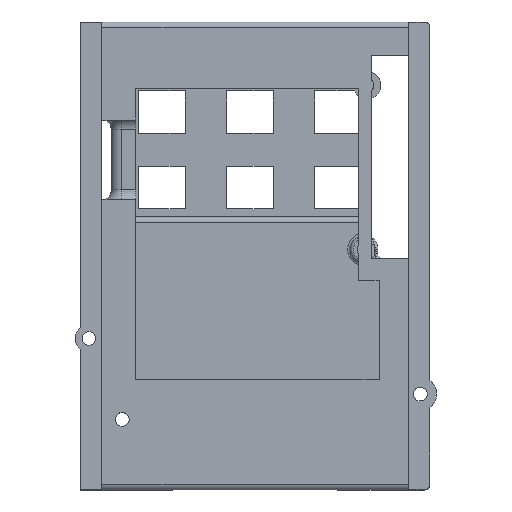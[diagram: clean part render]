
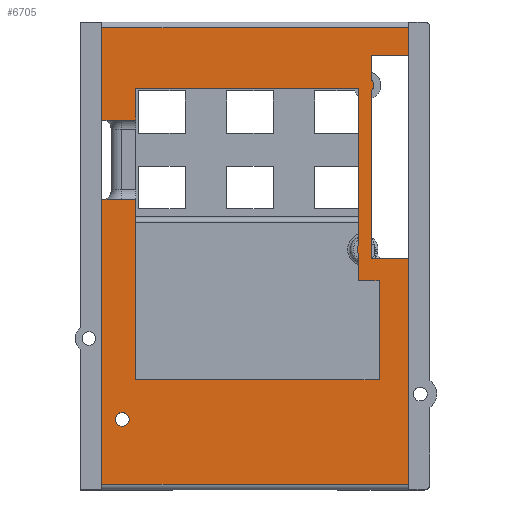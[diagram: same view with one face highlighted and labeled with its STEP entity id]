
A CAD part, top view. The second image highlights one B-rep face of the part: STEP entity #6705.
In plain terms, the highlighted planar face has unit normal (0, 0, 1).
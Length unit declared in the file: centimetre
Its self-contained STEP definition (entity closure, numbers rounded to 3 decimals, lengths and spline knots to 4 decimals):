
#823=CARTESIAN_POINT('',(2.11,4.2,0.6));
#824=VERTEX_POINT('',#823);
#831=CARTESIAN_POINT('',(2.785,4.2,0.6));
#832=VERTEX_POINT('',#831);
#833=CARTESIAN_POINT('',(12346.2238,4.2,0.6));
#834=DIRECTION('',(-1.,0.,-0.));
#835=VECTOR('',#834,24690.);
#836=LINE('',#833,#835);
#837=EDGE_CURVE('',#832,#824,#836,.T.);
#1287=CARTESIAN_POINT('',(2.11,7.254,0.6));
#1288=VERTEX_POINT('',#1287);
#1295=CARTESIAN_POINT('',(2.11,-12339.85,0.6));
#1296=DIRECTION('',(0.,1.,-0.));
#1297=VECTOR('',#1296,24690.);
#1298=LINE('',#1295,#1297);
#1299=EDGE_CURVE('',#824,#1288,#1298,.T.);
#1974=CARTESIAN_POINT('',(1.885,4.4512,0.6));
#1975=VERTEX_POINT('',#1974);
#1982=CARTESIAN_POINT('',(1.885,7.3,0.6));
#1983=VERTEX_POINT('',#1982);
#1984=CARTESIAN_POINT('',(1.885,12349.825,0.6));
#1985=DIRECTION('',(0.,-1.,0.));
#1986=VECTOR('',#1985,24690.);
#1987=LINE('',#1984,#1986);
#1988=EDGE_CURVE('',#1983,#1975,#1987,.T.);
#3683=CARTESIAN_POINT('',(-2.785,5.2801,0.6));
#3684=VERTEX_POINT('',#3683);
#3692=CARTESIAN_POINT('',(-2.17,5.2801,0.6));
#3693=VERTEX_POINT('',#3692);
#3694=CARTESIAN_POINT('',(-12347.17,5.2801,0.6));
#3695=DIRECTION('',(1.,0.,-0.));
#3696=VECTOR('',#3695,24690.);
#3697=LINE('',#3694,#3696);
#3698=EDGE_CURVE('',#3684,#3693,#3697,.T.);
#3745=CARTESIAN_POINT('',(-2.17,6.7199,0.6));
#3746=VERTEX_POINT('',#3745);
#3754=CARTESIAN_POINT('',(-2.785,6.7199,0.6));
#3755=VERTEX_POINT('',#3754);
#3756=CARTESIAN_POINT('',(-12347.17,6.7199,0.6));
#3757=DIRECTION('',(1.,-0.,-0.));
#3758=VECTOR('',#3757,24690.);
#3759=LINE('',#3756,#3758);
#3760=EDGE_CURVE('',#3755,#3746,#3759,.T.);
#6517=CARTESIAN_POINT('',(2.785,0.1,0.6));
#6518=VERTEX_POINT('',#6517);
#6526=CARTESIAN_POINT('',(-2.785,0.1,0.6));
#6527=VERTEX_POINT('',#6526);
#6528=CARTESIAN_POINT('',(3.285,0.1,0.6));
#6529=DIRECTION('',(-1.,0.,-0.));
#6530=VECTOR('',#6529,6.57);
#6531=LINE('',#6528,#6530);
#6532=EDGE_CURVE('',#6518,#6527,#6531,.T.);
#6552=CARTESIAN_POINT('',(-0.,4.25,0.6));
#6553=DIRECTION('',(-0.,0.,1.));
#6554=DIRECTION('',(1.,0.,0.));
#6555=AXIS2_PLACEMENT_3D('',#6552,#6553,#6554);
#6556=PLANE('',#6555);
#6557=CARTESIAN_POINT('',(-2.54,1.28,0.6));
#6558=VERTEX_POINT('',#6557);
#6559=CARTESIAN_POINT('',(-2.415,1.28,0.6));
#6560=DIRECTION('',(0.,-0.,-1.));
#6561=DIRECTION('',(1.,0.,0.));
#6562=AXIS2_PLACEMENT_3D('',#6559,#6560,#6561);
#6563=CIRCLE('',#6562,0.125);
#6564=EDGE_CURVE('',#6558,#6558,#6563,.T.);
#6565=ORIENTED_EDGE('',*,*,#6564,.T.);
#6566=EDGE_LOOP('',(#6565));
#6567=FACE_BOUND('',#6566,.T.);
#6568=ORIENTED_EDGE('',*,*,#6532,.F.);
#6569=CARTESIAN_POINT('',(2.785,-12345.,0.6));
#6570=DIRECTION('',(0.,1.,0.));
#6571=VECTOR('',#6570,24690.);
#6572=LINE('',#6569,#6571);
#6573=EDGE_CURVE('',#6518,#832,#6572,.T.);
#6574=ORIENTED_EDGE('',*,*,#6573,.T.);
#6575=ORIENTED_EDGE('',*,*,#837,.T.);
#6576=ORIENTED_EDGE('',*,*,#1299,.T.);
#6577=CARTESIAN_POINT('',(2.11,7.446,0.6));
#6578=VERTEX_POINT('',#6577);
#6579=CARTESIAN_POINT('',(2.03,7.35,0.6));
#6580=DIRECTION('',(0.,-0.,-1.));
#6581=DIRECTION('',(1.,0.,0.));
#6582=AXIS2_PLACEMENT_3D('',#6579,#6580,#6581);
#6583=CIRCLE('',#6582,0.125);
#6584=EDGE_CURVE('',#6578,#1288,#6583,.T.);
#6585=ORIENTED_EDGE('',*,*,#6584,.F.);
#6586=CARTESIAN_POINT('',(2.11,7.9,0.6));
#6587=VERTEX_POINT('',#6586);
#6588=CARTESIAN_POINT('',(2.11,-12339.85,0.6));
#6589=DIRECTION('',(0.,1.,-0.));
#6590=VECTOR('',#6589,24690.);
#6591=LINE('',#6588,#6590);
#6592=EDGE_CURVE('',#6578,#6587,#6591,.T.);
#6593=ORIENTED_EDGE('',*,*,#6592,.T.);
#6594=CARTESIAN_POINT('',(2.785,7.9,0.6));
#6595=VERTEX_POINT('',#6594);
#6596=CARTESIAN_POINT('',(-12343.7763,7.9,0.6));
#6597=DIRECTION('',(1.,0.,0.));
#6598=VECTOR('',#6597,24690.);
#6599=LINE('',#6596,#6598);
#6600=EDGE_CURVE('',#6587,#6595,#6599,.T.);
#6601=ORIENTED_EDGE('',*,*,#6600,.T.);
#6602=CARTESIAN_POINT('',(2.785,8.4,0.6));
#6603=VERTEX_POINT('',#6602);
#6604=CARTESIAN_POINT('',(2.785,-12345.,0.6));
#6605=DIRECTION('',(0.,1.,0.));
#6606=VECTOR('',#6605,24690.);
#6607=LINE('',#6604,#6606);
#6608=EDGE_CURVE('',#6595,#6603,#6607,.T.);
#6609=ORIENTED_EDGE('',*,*,#6608,.T.);
#6610=CARTESIAN_POINT('',(-2.785,8.4,0.6));
#6611=VERTEX_POINT('',#6610);
#6612=CARTESIAN_POINT('',(-3.285,8.4,0.6));
#6613=DIRECTION('',(1.,0.,0.));
#6614=VECTOR('',#6613,6.57);
#6615=LINE('',#6612,#6614);
#6616=EDGE_CURVE('',#6611,#6603,#6615,.T.);
#6617=ORIENTED_EDGE('',*,*,#6616,.F.);
#6618=CARTESIAN_POINT('',(-2.785,12353.5,0.6));
#6619=DIRECTION('',(0.,-1.,0.));
#6620=VECTOR('',#6619,24690.);
#6621=LINE('',#6618,#6620);
#6622=EDGE_CURVE('',#6611,#3755,#6621,.T.);
#6623=ORIENTED_EDGE('',*,*,#6622,.T.);
#6624=ORIENTED_EDGE('',*,*,#3760,.T.);
#6625=CARTESIAN_POINT('',(-2.17,7.3,0.6));
#6626=VERTEX_POINT('',#6625);
#6627=CARTESIAN_POINT('',(-2.17,-12339.81,0.6));
#6628=DIRECTION('',(0.,1.,-0.));
#6629=VECTOR('',#6628,24690.);
#6630=LINE('',#6627,#6629);
#6631=EDGE_CURVE('',#3746,#6626,#6630,.T.);
#6632=ORIENTED_EDGE('',*,*,#6631,.T.);
#6633=CARTESIAN_POINT('',(-12345.0713,7.3,0.6));
#6634=DIRECTION('',(1.,0.,0.));
#6635=VECTOR('',#6634,24690.);
#6636=LINE('',#6633,#6635);
#6637=EDGE_CURVE('',#6626,#1983,#6636,.T.);
#6638=ORIENTED_EDGE('',*,*,#6637,.T.);
#6639=ORIENTED_EDGE('',*,*,#1988,.T.);
#6640=CARTESIAN_POINT('',(1.855,4.37,0.6));
#6641=VERTEX_POINT('',#6640);
#6642=CARTESIAN_POINT('',(1.98,4.37,0.6));
#6643=DIRECTION('',(-0.,0.,1.));
#6644=DIRECTION('',(1.,0.,0.));
#6645=AXIS2_PLACEMENT_3D('',#6642,#6643,#6644);
#6646=CIRCLE('',#6645,0.125);
#6647=EDGE_CURVE('',#1975,#6641,#6646,.T.);
#6648=ORIENTED_EDGE('',*,*,#6647,.T.);
#6649=CARTESIAN_POINT('',(1.885,4.2888,0.6));
#6650=VERTEX_POINT('',#6649);
#6651=CARTESIAN_POINT('',(1.98,4.37,0.6));
#6652=DIRECTION('',(-0.,0.,1.));
#6653=DIRECTION('',(1.,0.,0.));
#6654=AXIS2_PLACEMENT_3D('',#6651,#6652,#6653);
#6655=CIRCLE('',#6654,0.125);
#6656=EDGE_CURVE('',#6641,#6650,#6655,.T.);
#6657=ORIENTED_EDGE('',*,*,#6656,.T.);
#6658=CARTESIAN_POINT('',(1.885,3.8,0.6));
#6659=VERTEX_POINT('',#6658);
#6660=CARTESIAN_POINT('',(1.885,12349.825,0.6));
#6661=DIRECTION('',(0.,-1.,0.));
#6662=VECTOR('',#6661,24690.);
#6663=LINE('',#6660,#6662);
#6664=EDGE_CURVE('',#6650,#6659,#6663,.T.);
#6665=ORIENTED_EDGE('',*,*,#6664,.T.);
#6666=CARTESIAN_POINT('',(2.25,3.8,0.6));
#6667=VERTEX_POINT('',#6666);
#6668=CARTESIAN_POINT('',(-12343.9663,3.8,0.6));
#6669=DIRECTION('',(1.,0.,0.));
#6670=VECTOR('',#6669,24690.);
#6671=LINE('',#6668,#6670);
#6672=EDGE_CURVE('',#6659,#6667,#6671,.T.);
#6673=ORIENTED_EDGE('',*,*,#6672,.T.);
#6674=CARTESIAN_POINT('',(2.25,2.,0.6));
#6675=VERTEX_POINT('',#6674);
#6676=CARTESIAN_POINT('',(2.25,12348.575,0.6));
#6677=DIRECTION('',(0.,-1.,0.));
#6678=VECTOR('',#6677,24690.);
#6679=LINE('',#6676,#6678);
#6680=EDGE_CURVE('',#6667,#6675,#6679,.T.);
#6681=ORIENTED_EDGE('',*,*,#6680,.T.);
#6682=CARTESIAN_POINT('',(-2.17,2.,0.6));
#6683=VERTEX_POINT('',#6682);
#6684=CARTESIAN_POINT('',(12345.02,2.,0.6));
#6685=DIRECTION('',(-1.,0.,-0.));
#6686=VECTOR('',#6685,24690.);
#6687=LINE('',#6684,#6686);
#6688=EDGE_CURVE('',#6675,#6683,#6687,.T.);
#6689=ORIENTED_EDGE('',*,*,#6688,.T.);
#6690=CARTESIAN_POINT('',(-2.17,-12339.81,0.6));
#6691=DIRECTION('',(0.,1.,-0.));
#6692=VECTOR('',#6691,24690.);
#6693=LINE('',#6690,#6692);
#6694=EDGE_CURVE('',#6683,#3693,#6693,.T.);
#6695=ORIENTED_EDGE('',*,*,#6694,.T.);
#6696=ORIENTED_EDGE('',*,*,#3698,.F.);
#6697=CARTESIAN_POINT('',(-2.785,12353.5,0.6));
#6698=DIRECTION('',(0.,-1.,0.));
#6699=VECTOR('',#6698,24690.);
#6700=LINE('',#6697,#6699);
#6701=EDGE_CURVE('',#3684,#6527,#6700,.T.);
#6702=ORIENTED_EDGE('',*,*,#6701,.T.);
#6703=EDGE_LOOP('',(#6568,#6574,#6575,#6576,#6585,#6593,#6601,#6609,#6617,#6623,#6624,#6632,#6638,#6639,#6648,#6657,#6665,#6673,#6681,#6689,#6695,#6696,#6702));
#6704=FACE_BOUND('',#6703,.T.);
#6705=ADVANCED_FACE('',(#6567,#6704),#6556,.T.);
